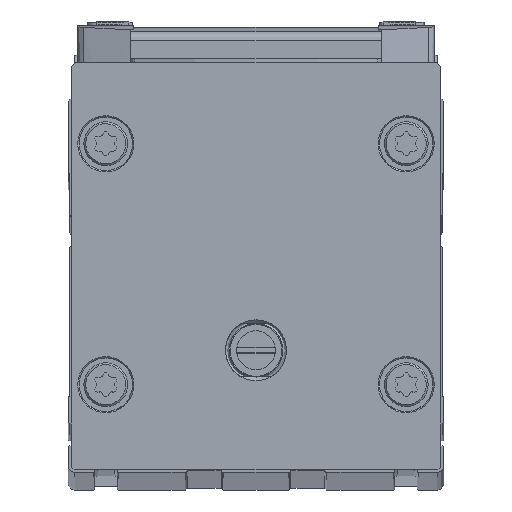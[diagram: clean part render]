
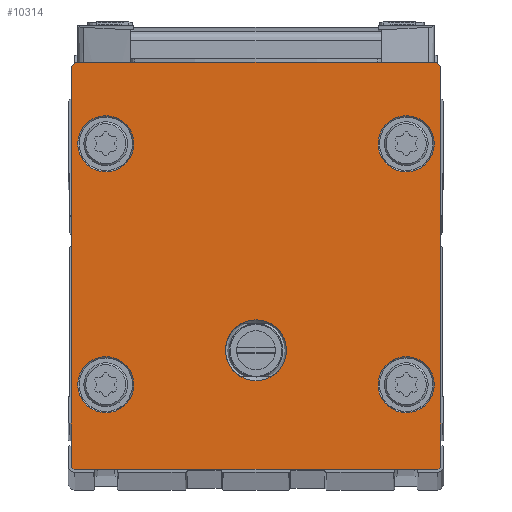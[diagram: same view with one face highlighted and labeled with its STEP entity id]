
A CAD part, top view. The second image highlights one B-rep face of the part: STEP entity #10314.
In plain terms, the highlighted planar face has unit normal (0, 0, 1).
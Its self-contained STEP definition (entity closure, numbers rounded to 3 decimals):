
#263=LINE('',#17366,#1217);
#268=LINE('',#17376,#1222);
#276=LINE('',#17392,#1230);
#280=LINE('',#17406,#1234);
#1217=VECTOR('',#13999,1000.);
#1222=VECTOR('',#14010,1000.);
#1230=VECTOR('',#14024,1000.);
#1234=VECTOR('',#14038,1000.);
#2055=PLANE('',#12508);
#2722=ORIENTED_EDGE('',*,*,#5701,.T.);
#2723=ORIENTED_EDGE('',*,*,#5702,.T.);
#2724=ORIENTED_EDGE('',*,*,#5703,.T.);
#2725=ORIENTED_EDGE('',*,*,#5704,.T.);
#2726=ORIENTED_EDGE('',*,*,#5705,.T.);
#2727=ORIENTED_EDGE('',*,*,#5673,.T.);
#2728=ORIENTED_EDGE('',*,*,#5675,.T.);
#2729=ORIENTED_EDGE('',*,*,#5679,.T.);
#2730=ORIENTED_EDGE('',*,*,#5681,.T.);
#2731=ORIENTED_EDGE('',*,*,#5688,.T.);
#2732=ORIENTED_EDGE('',*,*,#5691,.T.);
#2733=ORIENTED_EDGE('',*,*,#5695,.T.);
#2734=ORIENTED_EDGE('',*,*,#5700,.T.);
#5673=EDGE_CURVE('',#7153,#7154,#263,.T.);
#5675=EDGE_CURVE('',#7154,#7155,#8068,.T.);
#5679=EDGE_CURVE('',#7155,#7156,#268,.T.);
#5681=EDGE_CURVE('',#7156,#7157,#8069,.T.);
#5688=EDGE_CURVE('',#7157,#7161,#276,.T.);
#5691=EDGE_CURVE('',#7161,#7163,#8071,.T.);
#5695=EDGE_CURVE('',#7163,#7166,#280,.T.);
#5700=EDGE_CURVE('',#7166,#7153,#8075,.T.);
#5701=EDGE_CURVE('',#7170,#7170,#8076,.T.);
#5702=EDGE_CURVE('',#7171,#7171,#8077,.T.);
#5703=EDGE_CURVE('',#7172,#7172,#8078,.T.);
#5704=EDGE_CURVE('',#7173,#7173,#8079,.T.);
#5705=EDGE_CURVE('',#7174,#7174,#8080,.T.);
#7153=VERTEX_POINT('',#17360);
#7154=VERTEX_POINT('',#17365);
#7155=VERTEX_POINT('',#17369);
#7156=VERTEX_POINT('',#17375);
#7157=VERTEX_POINT('',#17379);
#7161=VERTEX_POINT('',#17391);
#7163=VERTEX_POINT('',#17397);
#7166=VERTEX_POINT('',#17405);
#7170=VERTEX_POINT('',#17418);
#7171=VERTEX_POINT('',#17420);
#7172=VERTEX_POINT('',#17422);
#7173=VERTEX_POINT('',#17424);
#7174=VERTEX_POINT('',#17426);
#8068=CIRCLE('',#12494,0.5);
#8069=CIRCLE('',#12497,0.5);
#8071=CIRCLE('',#12501,1.);
#8075=CIRCLE('',#12507,1.);
#8076=CIRCLE('',#12509,4.864);
#8077=CIRCLE('',#12510,4.48);
#8078=CIRCLE('',#12511,4.48);
#8079=CIRCLE('',#12512,4.48);
#8080=CIRCLE('',#12513,4.48);
#8525=EDGE_LOOP('',(#2722));
#8526=EDGE_LOOP('',(#2723));
#8527=EDGE_LOOP('',(#2724));
#8528=EDGE_LOOP('',(#2725));
#8529=EDGE_LOOP('',(#2726));
#8530=EDGE_LOOP('',(#2727,#2728,#2729,#2730,#2731,#2732,#2733,#2734));
#9301=FACE_BOUND('',#8525,.T.);
#9302=FACE_BOUND('',#8526,.T.);
#9303=FACE_BOUND('',#8527,.T.);
#9304=FACE_BOUND('',#8528,.T.);
#9305=FACE_BOUND('',#8529,.T.);
#9306=FACE_BOUND('',#8530,.T.);
#10314=ADVANCED_FACE('',(#9301,#9302,#9303,#9304,#9305,#9306),#2055,.T.);
#12494=AXIS2_PLACEMENT_3D('',#17370,#14003,#14004);
#12497=AXIS2_PLACEMENT_3D('',#17380,#14014,#14015);
#12501=AXIS2_PLACEMENT_3D('',#17398,#14030,#14031);
#12507=AXIS2_PLACEMENT_3D('',#17415,#14047,#14048);
#12508=AXIS2_PLACEMENT_3D('',#17416,#14049,#14050);
#12509=AXIS2_PLACEMENT_3D('',#17417,#14051,#14052);
#12510=AXIS2_PLACEMENT_3D('',#17419,#14053,#14054);
#12511=AXIS2_PLACEMENT_3D('',#17421,#14055,#14056);
#12512=AXIS2_PLACEMENT_3D('',#17423,#14057,#14058);
#12513=AXIS2_PLACEMENT_3D('',#17425,#14059,#14060);
#13999=DIRECTION('',(0.,-1.,0.));
#14003=DIRECTION('',(0.,0.,1.));
#14004=DIRECTION('',(1.,0.,0.));
#14010=DIRECTION('',(1.,0.,0.));
#14014=DIRECTION('',(0.,0.,1.));
#14015=DIRECTION('',(1.,0.,0.));
#14024=DIRECTION('',(0.,1.,0.));
#14030=DIRECTION('',(0.,0.,1.));
#14031=DIRECTION('',(1.,0.,0.));
#14038=DIRECTION('',(-1.,0.,0.));
#14047=DIRECTION('',(0.,0.,1.));
#14048=DIRECTION('',(1.,0.,0.));
#14049=DIRECTION('',(0.,0.,1.));
#14050=DIRECTION('',(1.,0.,0.));
#14051=DIRECTION('',(0.,0.,-1.));
#14052=DIRECTION('',(-1.,0.,0.));
#14053=DIRECTION('',(0.,0.,-1.));
#14054=DIRECTION('',(-1.,0.,0.));
#14055=DIRECTION('',(0.,0.,-1.));
#14056=DIRECTION('',(-1.,0.,0.));
#14057=DIRECTION('',(0.,0.,-1.));
#14058=DIRECTION('',(-1.,0.,0.));
#14059=DIRECTION('',(0.,0.,-1.));
#14060=DIRECTION('',(-1.,0.,0.));
#17360=CARTESIAN_POINT('',(-29.5,64.5,10.));
#17365=CARTESIAN_POINT('',(-29.5,1.,10.));
#17366=CARTESIAN_POINT('',(-29.5,64.5,10.));
#17369=CARTESIAN_POINT('',(-29.,0.5,10.));
#17370=CARTESIAN_POINT('',(-29.,1.,10.));
#17375=CARTESIAN_POINT('',(29.,0.5,10.));
#17376=CARTESIAN_POINT('',(-29.,0.5,10.));
#17379=CARTESIAN_POINT('',(29.5,1.,10.));
#17380=CARTESIAN_POINT('',(29.,1.,10.));
#17391=CARTESIAN_POINT('',(29.5,64.5,10.));
#17392=CARTESIAN_POINT('',(29.5,1.,10.));
#17397=CARTESIAN_POINT('',(28.5,65.5,10.));
#17398=CARTESIAN_POINT('',(28.5,64.5,10.));
#17405=CARTESIAN_POINT('',(-28.5,65.5,10.));
#17406=CARTESIAN_POINT('',(28.5,65.5,10.));
#17415=CARTESIAN_POINT('',(-28.5,64.5,10.));
#17416=CARTESIAN_POINT('',(-29.,1.,10.));
#17417=CARTESIAN_POINT('',(0.,19.5,10.));
#17418=CARTESIAN_POINT('',(-4.864,19.5,10.));
#17419=CARTESIAN_POINT('',(-24.,52.5,10.));
#17420=CARTESIAN_POINT('',(-28.48,52.5,10.));
#17421=CARTESIAN_POINT('',(-24.,14.,10.));
#17422=CARTESIAN_POINT('',(-28.48,14.,10.));
#17423=CARTESIAN_POINT('',(24.,52.5,10.));
#17424=CARTESIAN_POINT('',(19.52,52.5,10.));
#17425=CARTESIAN_POINT('',(24.,14.,10.));
#17426=CARTESIAN_POINT('',(19.52,14.,10.));
